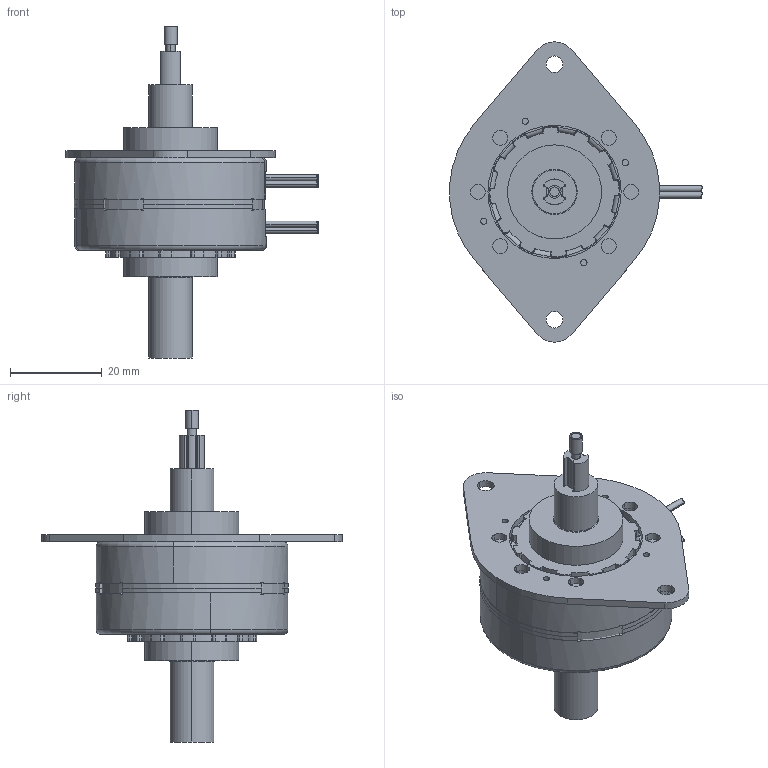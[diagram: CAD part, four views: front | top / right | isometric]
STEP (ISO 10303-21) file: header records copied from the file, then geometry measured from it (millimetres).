
FILE_DESCRIPTION((''),'2;1');
FILE_NAME('42DBL10C2B-K_ASM','2015-07-27T',('sandip.dhanwate'),(''),'PRO/ENGINEER BY PARAMETRIC TECHNOLOGY CORPORATION, 2014310','PRO/ENGINEER BY PARAMETRIC TECHNOLOGY CORPORATION, 2014310','');
FILE_SCHEMA(('CONFIG_CONTROL_DESIGN'));
Length unit declared in the file: inch
Products named in the file (15): 149-5136-001; 053-5128-001; 584-5213-004_ASM; 017-5016-001_AF1; 017-5017-001_AF1; 230-0181_AF4; 230-0181_AF5; 230-0181_AF6; 230-0181_AF7; 534-5142_ASM; 190-5162-001; 602-5031_ASM; 596-5221_ASM; PRT0002; 42DBL10C2B-K_ASM
Assembly tree (15 placements, depth 4):
  42DBL10C2B-K_ASM
    584-5213-004_ASM
      149-5136-001
      053-5128-001
    534-5142_ASM
      017-5016-001_AF1
      017-5017-001_AF1
      230-0181_AF4
      230-0181_AF5
      230-0181_AF6
      230-0181_AF7
    053-5128-001
    596-5221_ASM
      602-5031_ASM
        190-5162-001
    PRT0002
Bounding box: 54.92 x 65.3 x 72.21 mm (x, y, z)
Volume: 36384.5 mm3; surface area: 20504.3 mm2
Topology: 11 solids, 12 shells, 666 faces, 1836 edges, 1204 vertices
Faces by surface type: cylinder 372, plane 178, bspline 96, sphere 8, torus 8, extrusion 4
Entity records: 17553 total; most frequent: CARTESIAN_POINT 4944, DIRECTION 2651, ORIENTED_EDGE 2576, EDGE_CURVE 1290, AXIS2_PLACEMENT_3D 1032, VERTEX_POINT 853, VECTOR 587, LINE 583
